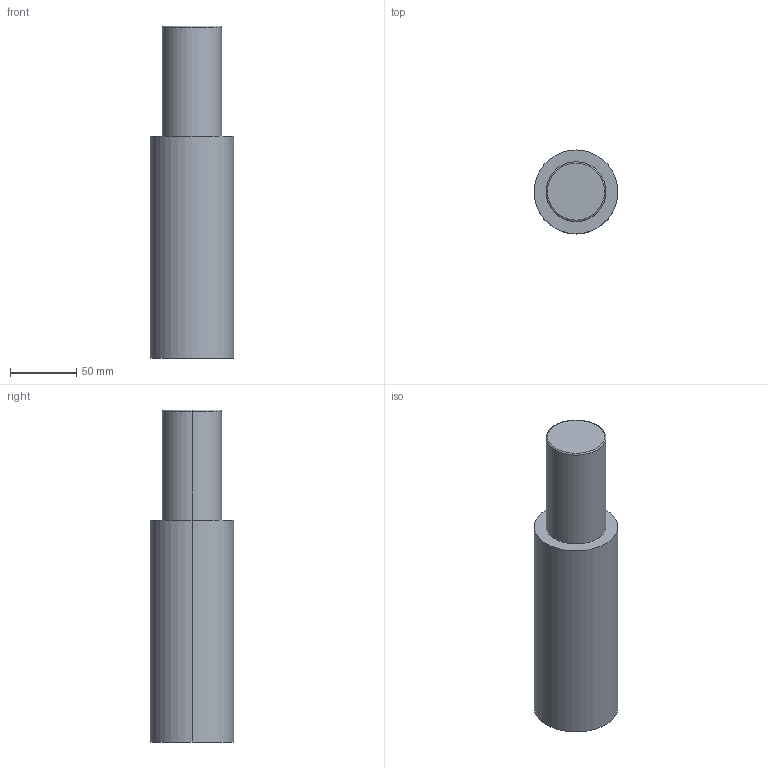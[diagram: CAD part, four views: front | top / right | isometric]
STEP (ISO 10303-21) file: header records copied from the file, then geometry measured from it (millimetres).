
FILE_DESCRIPTION (( 'STEP AP203' ), '1' );
FILE_NAME ('OL 03000_080.step', '2018-11-27T20:20:26', ( '' ), ( '' ), 'SwSTEP 2.0', 'SolidWorks 2016', '' );
FILE_SCHEMA (( 'CONFIG_CONTROL_DESIGN' ));
Length unit declared in the file: millimetre
Products named in the file (1): OL 03000_080
Bounding box: 63 x 63 x 250 mm (x, y, z)
Volume: 650821.2 mm3; surface area: 51922.3 mm2
Topology: 1 solids, 1 shells, 46 faces, 102 edges, 58 vertices
Faces by surface type: cylinder 16, cone 16, plane 12, torus 2
Entity records: 1287 total; most frequent: DIRECTION 232, CARTESIAN_POINT 199, ORIENTED_EDGE 188, EDGE_CURVE 94, AXIS2_PLACEMENT_3D 91, VERTEX_POINT 58, EDGE_LOOP 54, VECTOR 50
